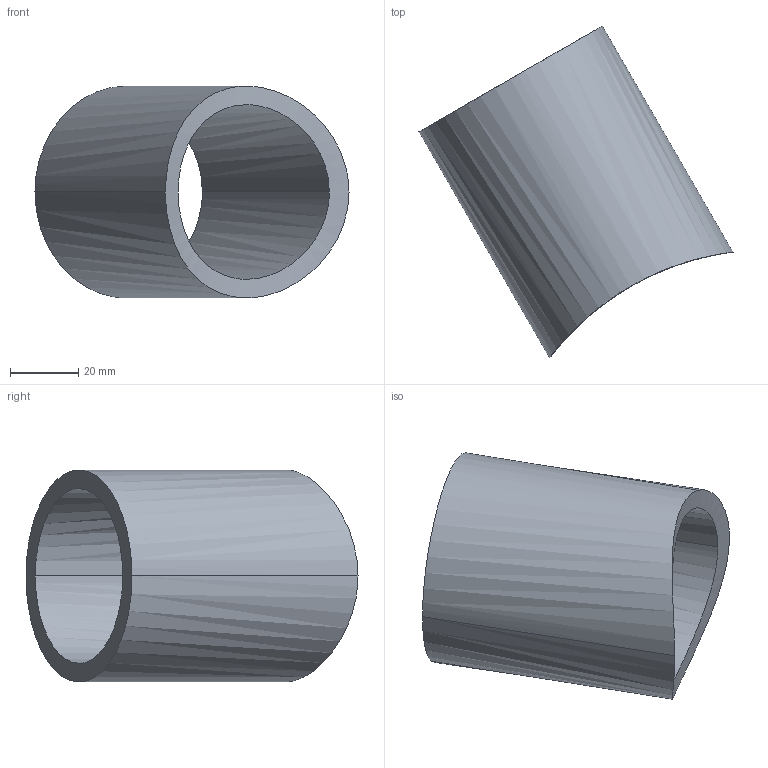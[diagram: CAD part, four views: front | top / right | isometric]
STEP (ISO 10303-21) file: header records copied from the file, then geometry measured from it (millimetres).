
FILE_DESCRIPTION (( 'STEP AP203' ), '1' );
FILE_NAME ('686-05 caño distribuidor - pote.STEP', '2021-07-21T20:03:44', ( '' ), ( '' ), 'SwSTEP 2.0', 'SolidWorks 2018', '' );
FILE_SCHEMA (( 'CONFIG_CONTROL_DESIGN' ));
Length unit declared in the file: millimetre
Products named in the file (1): 686-05 ca隳 distribuidor - pote
Bounding box: 91.72 x 96.97 x 61.9 mm (x, y, z)
Volume: 70309.4 mm3; surface area: 27735.8 mm2
Topology: 1 solids, 1 shells, 6 faces, 20 edges, 16 vertices
Faces by surface type: bspline 6
Entity records: 955 total; most frequent: CARTESIAN_POINT 756, ORIENTED_EDGE 40, EDGE_CURVE 20, B_SPLINE_CURVE_WITH_KNOTS 16, VERTEX_POINT 16, EDGE_LOOP 8, PERSON_AND_ORGANIZATION 8, ADVANCED_FACE 6
